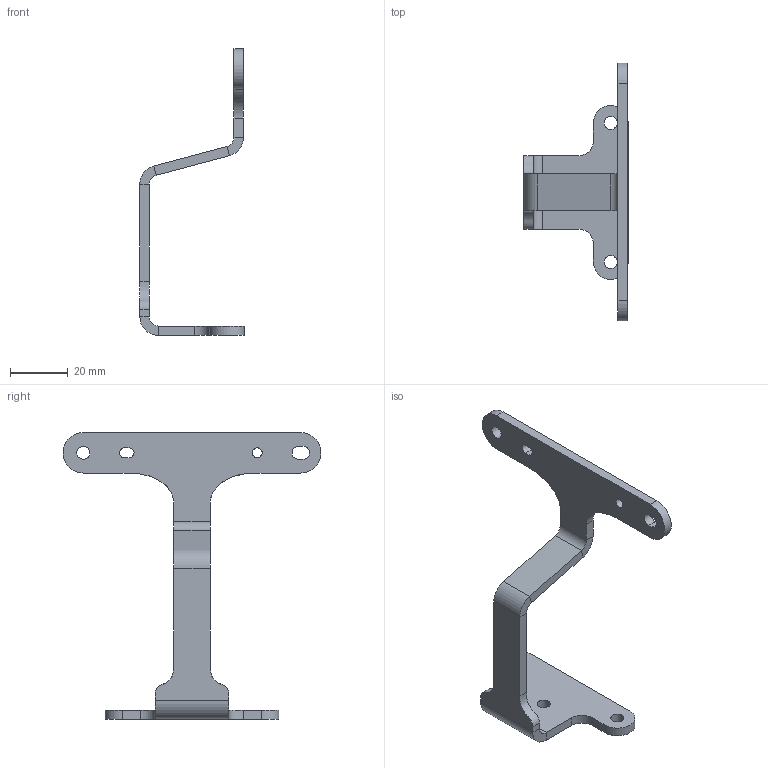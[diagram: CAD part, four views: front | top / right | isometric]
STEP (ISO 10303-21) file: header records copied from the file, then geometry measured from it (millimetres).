
FILE_DESCRIPTION (( 'STEP AP214' ), '1' );
FILE_NAME ('025426-GEO_5.STEP', '2021-12-06T21:39:51', ( '' ), ( '' ), 'SwSTEP 2.0', 'SolidWorks 2020', '' );
FILE_SCHEMA (( 'AUTOMOTIVE_DESIGN' ));
Length unit declared in the file: millimetre
Products named in the file (1): 025426-GEO_5
Bounding box: 36 x 89 x 99 mm (x, y, z)
Volume: 12569 mm3; surface area: 9779.4 mm2
Topology: 1 solids, 1 shells, 59 faces, 152 edges, 95 vertices
Faces by surface type: plane 34, cylinder 21, bspline 4
Full cylindrical faces by diameter (mm): 3.4 x1, 4.5 x4
Entity records: 1980 total; most frequent: CARTESIAN_POINT 542, DIRECTION 284, ORIENTED_EDGE 284, EDGE_CURVE 142, AXIS2_PLACEMENT_3D 98, VERTEX_POINT 90, LINE 88, VECTOR 88
